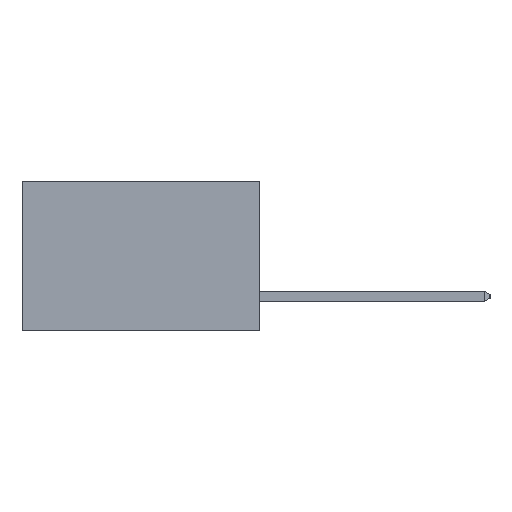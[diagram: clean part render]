
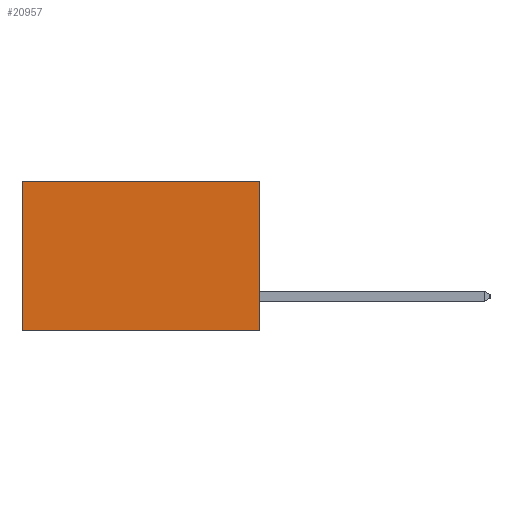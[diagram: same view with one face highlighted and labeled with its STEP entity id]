
A CAD part, left-side view. The second image highlights one B-rep face of the part: STEP entity #20957.
In plain terms, the highlighted planar face has unit normal (-1, 0, 0).
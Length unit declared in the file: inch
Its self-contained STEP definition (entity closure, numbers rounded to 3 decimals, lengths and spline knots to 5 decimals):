
#440 = DIRECTION ( 'NONE',  ( 0., 1., 0. ) ) ;
#641 = VECTOR ( 'NONE', #440, 39.37008 ) ;
#734 = EDGE_LOOP ( 'NONE', ( #8946, #9261, #9308, #9445 ) ) ;
#1475 = VECTOR ( 'NONE', #1532, 39.37008 ) ;
#1532 = DIRECTION ( 'NONE',  ( 0., 1., 0. ) ) ;
#3574 = VECTOR ( 'NONE', #22051, 39.37008 ) ;
#4521 = AXIS2_PLACEMENT_3D ( 'NONE', #16860, #10095, #21848 ) ;
#5401 = LINE ( 'NONE', #7628, #641 ) ;
#5692 = EDGE_CURVE ( 'NONE', #15204, #17797, #15504, .T. ) ;
#6549 = VERTEX_POINT ( 'NONE', #21481 ) ;
#7628 = CARTESIAN_POINT ( 'NONE',  ( 0.277, 0., -0.37 ) ) ;
#8308 = PLANE ( 'NONE',  #4521 ) ;
#8437 = CARTESIAN_POINT ( 'NONE',  ( 0.277, 0., -0.37 ) ) ;
#8946 = ORIENTED_EDGE ( 'NONE', *, *, #5692, .T. ) ;
#9261 = ORIENTED_EDGE ( 'NONE', *, *, #18843, .F. ) ;
#9308 = ORIENTED_EDGE ( 'NONE', *, *, #14471, .F. ) ;
#9445 = ORIENTED_EDGE ( 'NONE', *, *, #18583, .T. ) ;
#10095 = DIRECTION ( 'NONE',  ( 1., 0., 0. ) ) ;
#11955 = CARTESIAN_POINT ( 'NONE',  ( 0.277, 0.59, -0.37 ) ) ;
#13165 = LINE ( 'NONE', #15431, #3574 ) ;
#14047 = CARTESIAN_POINT ( 'NONE',  ( 0.277, 0., 0. ) ) ;
#14471 = EDGE_CURVE ( 'NONE', #6549, #15083, #13165, .T. ) ;
#15083 = VERTEX_POINT ( 'NONE', #8437 ) ;
#15204 = VERTEX_POINT ( 'NONE', #18898 ) ;
#15431 = CARTESIAN_POINT ( 'NONE',  ( 0.277, 0., -0.37 ) ) ;
#15504 = LINE ( 'NONE', #17217, #19341 ) ;
#16093 = LINE ( 'NONE', #14047, #1475 ) ;
#16860 = CARTESIAN_POINT ( 'NONE',  ( 0.277, 0., -0.37 ) ) ;
#17096 = DIRECTION ( 'NONE',  ( 0., 0., -1. ) ) ;
#17217 = CARTESIAN_POINT ( 'NONE',  ( 0.277, 0.59, -0.37 ) ) ;
#17797 = VERTEX_POINT ( 'NONE', #11955 ) ;
#18583 = EDGE_CURVE ( 'NONE', #6549, #15204, #16093, .T. ) ;
#18843 = EDGE_CURVE ( 'NONE', #15083, #17797, #5401, .T. ) ;
#18898 = CARTESIAN_POINT ( 'NONE',  ( 0.277, 0.59, 0. ) ) ;
#19341 = VECTOR ( 'NONE', #17096, 39.37008 ) ;
#20630 = FACE_OUTER_BOUND ( 'NONE', #734, .T. ) ;
#20957 = ADVANCED_FACE ( 'NONE', ( #20630 ), #8308, .F. ) ;
#21481 = CARTESIAN_POINT ( 'NONE',  ( 0.277, 0., 0. ) ) ;
#21848 = DIRECTION ( 'NONE',  ( 0., 0., -1. ) ) ;
#22051 = DIRECTION ( 'NONE',  ( 0., 0., -1. ) ) ;
